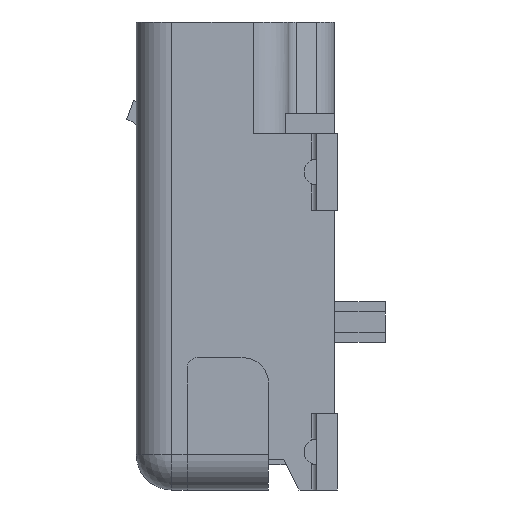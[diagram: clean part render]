
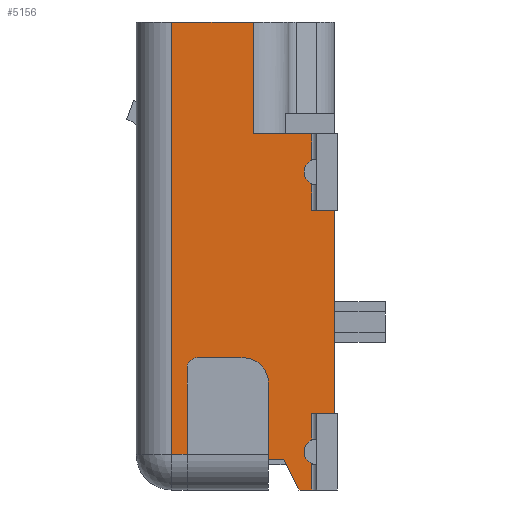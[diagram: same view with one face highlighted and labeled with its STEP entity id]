
A CAD part, left-side view. The second image highlights one B-rep face of the part: STEP entity #5156.
In plain terms, the highlighted planar face has unit normal (-1, 0, 0).
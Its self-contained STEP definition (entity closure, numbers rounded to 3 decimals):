
#72=DIRECTION('',(0.,-1.,0.));
#73=VECTOR('',#72,1.6);
#74=CARTESIAN_POINT('',(-3.85,1.25,0.));
#75=LINE('',#74,#73);
#216=DIRECTION('',(0.,0.,-1.));
#217=VECTOR('',#216,0.498);
#218=CARTESIAN_POINT('',(-3.85,-1.5,-8.703));
#219=LINE('',#218,#217);
#220=DIRECTION('',(0.,0.447,0.894));
#221=VECTOR('',#220,0.671);
#222=CARTESIAN_POINT('',(-3.85,-1.25,-9.2));
#223=LINE('',#222,#221);
#224=DIRECTION('',(0.,1.,0.));
#225=VECTOR('',#224,0.3);
#226=CARTESIAN_POINT('',(-3.85,-0.95,-8.6));
#227=LINE('',#226,#225);
#228=DIRECTION('',(0.,0.,1.));
#229=VECTOR('',#228,1.5);
#230=CARTESIAN_POINT('',(-3.85,-0.65,-8.6));
#231=LINE('',#230,#229);
#232=DIRECTION('',(0.,1.,0.));
#233=VECTOR('',#232,0.9);
#234=CARTESIAN_POINT('',(-3.85,-0.15,-6.6));
#235=LINE('',#234,#233);
#236=DIRECTION('',(0.,0.,1.));
#237=VECTOR('',#236,1.7);
#238=CARTESIAN_POINT('',(-3.85,0.95,-8.5));
#239=LINE('',#238,#237);
#240=DIRECTION('',(0.,1.,0.));
#241=VECTOR('',#240,0.3);
#242=CARTESIAN_POINT('',(-3.85,0.95,-8.5));
#243=LINE('',#242,#241);
#244=DIRECTION('',(0.,1.,0.));
#245=VECTOR('',#244,1.15);
#246=CARTESIAN_POINT('',(-3.85,-1.5,-2.2));
#247=LINE('',#246,#245);
#248=DIRECTION('',(0.,0.,-1.));
#249=VECTOR('',#248,0.498);
#250=CARTESIAN_POINT('',(-3.85,-1.5,-2.2));
#251=LINE('',#250,#249);
#252=DIRECTION('',(0.,0.,-1.));
#253=VECTOR('',#252,0.498);
#254=CARTESIAN_POINT('',(-3.85,-1.5,-3.203));
#255=LINE('',#254,#253);
#256=DIRECTION('',(0.,0.,-1.));
#257=VECTOR('',#256,4.);
#258=CARTESIAN_POINT('',(-3.85,-1.95,-3.7));
#259=LINE('',#258,#257);
#260=DIRECTION('',(0.,0.,-1.));
#261=VECTOR('',#260,0.498);
#262=CARTESIAN_POINT('',(-3.85,-1.5,-7.7));
#263=LINE('',#262,#261);
#268=DIRECTION('',(0.,1.,0.));
#269=VECTOR('',#268,0.103);
#270=CARTESIAN_POINT('',(-3.85,-1.603,-8.198));
#271=LINE('',#270,#269);
#318=CARTESIAN_POINT('',(-3.85,-1.603,-8.45));
#319=DIRECTION('',(1.,0.,0.));
#320=DIRECTION('',(0.,0.,-1.));
#321=AXIS2_PLACEMENT_3D('',#318,#319,#320);
#560=DIRECTION('',(0.,1.,0.));
#561=VECTOR('',#560,0.45);
#562=CARTESIAN_POINT('',(-3.85,-1.95,-3.7));
#563=LINE('',#562,#561);
#718=DIRECTION('',(0.,1.,0.));
#719=VECTOR('',#718,0.103);
#720=CARTESIAN_POINT('',(-3.85,-1.603,-3.203));
#721=LINE('',#720,#719);
#722=CARTESIAN_POINT('',(-3.85,-1.603,-2.95));
#723=DIRECTION('',(1.,0.,0.));
#724=DIRECTION('',(0.,0.,-1.));
#725=AXIS2_PLACEMENT_3D('',#722,#723,#724);
#740=DIRECTION('',(0.,1.,0.));
#741=VECTOR('',#740,0.103);
#742=CARTESIAN_POINT('',(-3.85,-1.603,-2.698));
#743=LINE('',#742,#741);
#776=DIRECTION('',(0.,0.,1.));
#777=VECTOR('',#776,2.2);
#778=CARTESIAN_POINT('',(-3.85,-0.35,-2.2));
#779=LINE('',#778,#777);
#1124=DIRECTION('',(0.,1.,0.));
#1125=VECTOR('',#1124,0.25);
#1126=CARTESIAN_POINT('',(-3.85,-1.5,-9.2));
#1127=LINE('',#1126,#1125);
#1202=DIRECTION('',(0.,0.,-1.));
#1203=VECTOR('',#1202,8.5);
#1204=CARTESIAN_POINT('',(-3.85,1.25,0.));
#1205=LINE('',#1204,#1203);
#2644=CARTESIAN_POINT('',(-3.85,0.75,-6.8));
#2645=DIRECTION('',(1.,0.,0.));
#2646=DIRECTION('',(0.,1.,0.));
#2647=AXIS2_PLACEMENT_3D('',#2644,#2645,#2646);
#2691=CARTESIAN_POINT('',(-3.85,-0.15,-7.1));
#2692=DIRECTION('',(1.,0.,0.));
#2693=DIRECTION('',(0.,0.,1.));
#2694=AXIS2_PLACEMENT_3D('',#2691,#2692,#2693);
#2780=DIRECTION('',(0.,1.,0.));
#2781=VECTOR('',#2780,0.103);
#2782=CARTESIAN_POINT('',(-3.85,-1.603,-8.703));
#2783=LINE('',#2782,#2781);
#2880=DIRECTION('',(0.,-1.,0.));
#2881=VECTOR('',#2880,0.45);
#2882=CARTESIAN_POINT('',(-3.85,-1.5,-7.7));
#2883=LINE('',#2882,#2881);
#3954=CARTESIAN_POINT('',(-3.85,-1.95,-3.7));
#3955=CARTESIAN_POINT('',(-3.85,-1.95,-7.7));
#3956=VERTEX_POINT('',#3954);
#3957=VERTEX_POINT('',#3955);
#3966=CARTESIAN_POINT('',(-3.85,1.25,0.));
#3967=CARTESIAN_POINT('',(-3.85,-0.35,0.));
#3968=VERTEX_POINT('',#3966);
#3969=VERTEX_POINT('',#3967);
#4017=CARTESIAN_POINT('',(-3.85,-0.35,-2.2));
#4019=VERTEX_POINT('',#4017);
#4648=CARTESIAN_POINT('',(-3.85,-1.5,-3.203));
#4649=CARTESIAN_POINT('',(-3.85,-1.5,-3.7));
#4650=VERTEX_POINT('',#4648);
#4651=VERTEX_POINT('',#4649);
#4662=CARTESIAN_POINT('',(-3.85,-1.5,-2.2));
#4663=VERTEX_POINT('',#4662);
#4673=CARTESIAN_POINT('',(-3.85,-1.5,-2.698));
#4675=VERTEX_POINT('',#4673);
#4676=CARTESIAN_POINT('',(-3.85,-1.5,-8.703));
#4678=VERTEX_POINT('',#4676);
#4681=CARTESIAN_POINT('',(-3.85,-1.5,-9.2));
#4683=VERTEX_POINT('',#4681);
#4686=CARTESIAN_POINT('',(-3.85,-1.5,-7.7));
#4687=VERTEX_POINT('',#4686);
#4710=CARTESIAN_POINT('',(-3.85,1.25,-8.5));
#4711=VERTEX_POINT('',#4710);
#4714=CARTESIAN_POINT('',(-3.85,0.95,-8.5));
#4715=VERTEX_POINT('',#4714);
#4728=CARTESIAN_POINT('',(-3.85,0.95,-6.8));
#4729=VERTEX_POINT('',#4728);
#4730=CARTESIAN_POINT('',(-3.85,0.75,-6.6));
#4731=VERTEX_POINT('',#4730);
#4751=CARTESIAN_POINT('',(-3.85,-0.65,-7.1));
#4753=VERTEX_POINT('',#4751);
#4755=CARTESIAN_POINT('',(-3.85,-0.15,-6.6));
#4757=VERTEX_POINT('',#4755);
#4784=CARTESIAN_POINT('',(-3.85,-1.25,-9.2));
#4785=CARTESIAN_POINT('',(-3.85,-0.95,-8.6));
#4786=VERTEX_POINT('',#4784);
#4787=VERTEX_POINT('',#4785);
#4788=CARTESIAN_POINT('',(-3.85,-0.65,-8.6));
#4789=VERTEX_POINT('',#4788);
#4868=CARTESIAN_POINT('',(-3.85,-1.5,-8.198));
#4869=VERTEX_POINT('',#4868);
#4973=CARTESIAN_POINT('',(-3.85,-1.603,-8.198));
#4975=VERTEX_POINT('',#4973);
#4977=CARTESIAN_POINT('',(-3.85,-1.603,-8.703));
#4979=VERTEX_POINT('',#4977);
#4994=CARTESIAN_POINT('',(-3.85,-1.603,-3.203));
#4995=VERTEX_POINT('',#4994);
#4996=CARTESIAN_POINT('',(-3.85,-1.603,-2.698));
#4997=VERTEX_POINT('',#4996);
#5098=CARTESIAN_POINT('',(-3.85,1.25,0.));
#5099=DIRECTION('',(-1.,0.,0.));
#5100=DIRECTION('',(0.,-1.,0.));
#5101=AXIS2_PLACEMENT_3D('',#5098,#5099,#5100);
#5102=PLANE('',#5101);
#5104=ORIENTED_EDGE('',*,*,#5103,.F.);
#5106=ORIENTED_EDGE('',*,*,#5105,.F.);
#5108=ORIENTED_EDGE('',*,*,#5107,.T.);
#5110=ORIENTED_EDGE('',*,*,#5109,.T.);
#5112=ORIENTED_EDGE('',*,*,#5111,.T.);
#5114=ORIENTED_EDGE('',*,*,#5113,.T.);
#5116=ORIENTED_EDGE('',*,*,#5115,.T.);
#5118=ORIENTED_EDGE('',*,*,#5117,.T.);
#5120=ORIENTED_EDGE('',*,*,#5119,.F.);
#5122=ORIENTED_EDGE('',*,*,#5121,.T.);
#5124=ORIENTED_EDGE('',*,*,#5123,.F.);
#5126=ORIENTED_EDGE('',*,*,#5125,.F.);
#5128=ORIENTED_EDGE('',*,*,#5127,.T.);
#5130=ORIENTED_EDGE('',*,*,#5129,.F.);
#5131=ORIENTED_EDGE('',*,*,#5029,.T.);
#5133=ORIENTED_EDGE('',*,*,#5132,.F.);
#5135=ORIENTED_EDGE('',*,*,#5134,.F.);
#5137=ORIENTED_EDGE('',*,*,#5136,.T.);
#5139=ORIENTED_EDGE('',*,*,#5138,.F.);
#5141=ORIENTED_EDGE('',*,*,#5140,.F.);
#5143=ORIENTED_EDGE('',*,*,#5142,.T.);
#5145=ORIENTED_EDGE('',*,*,#5144,.T.);
#5147=ORIENTED_EDGE('',*,*,#5146,.F.);
#5149=ORIENTED_EDGE('',*,*,#5148,.T.);
#5151=ORIENTED_EDGE('',*,*,#5150,.F.);
#5153=ORIENTED_EDGE('',*,*,#5152,.T.);
#5154=EDGE_LOOP('',(#5104,#5106,#5108,#5110,#5112,#5114,#5116,#5118,#5120,#5122,
#5124,#5126,#5128,#5130,#5131,#5133,#5135,#5137,#5139,#5141,#5143,#5145,#5147,
#5149,#5151,#5153));
#5155=FACE_OUTER_BOUND('',#5154,.F.);
#5156=ADVANCED_FACE('',(#5155),#5102,.T.);
#322=CIRCLE('',#321,0.253);
#726=CIRCLE('',#725,0.253);
#2648=CIRCLE('',#2647,0.2);
#2695=CIRCLE('',#2694,0.5);
#5029=EDGE_CURVE('',#3968,#3969,#75,.T.);
#5103=EDGE_CURVE('',#4975,#4869,#271,.T.);
#5105=EDGE_CURVE('',#4979,#4975,#322,.T.);
#5107=EDGE_CURVE('',#4979,#4678,#2783,.T.);
#5109=EDGE_CURVE('',#4678,#4683,#219,.T.);
#5111=EDGE_CURVE('',#4683,#4786,#1127,.T.);
#5113=EDGE_CURVE('',#4786,#4787,#223,.T.);
#5115=EDGE_CURVE('',#4787,#4789,#227,.T.);
#5117=EDGE_CURVE('',#4789,#4753,#231,.T.);
#5119=EDGE_CURVE('',#4757,#4753,#2695,.T.);
#5121=EDGE_CURVE('',#4757,#4731,#235,.T.);
#5123=EDGE_CURVE('',#4729,#4731,#2648,.T.);
#5125=EDGE_CURVE('',#4715,#4729,#239,.T.);
#5127=EDGE_CURVE('',#4715,#4711,#243,.T.);
#5129=EDGE_CURVE('',#3968,#4711,#1205,.T.);
#5132=EDGE_CURVE('',#4019,#3969,#779,.T.);
#5134=EDGE_CURVE('',#4663,#4019,#247,.T.);
#5136=EDGE_CURVE('',#4663,#4675,#251,.T.);
#5138=EDGE_CURVE('',#4997,#4675,#743,.T.);
#5140=EDGE_CURVE('',#4995,#4997,#726,.T.);
#5142=EDGE_CURVE('',#4995,#4650,#721,.T.);
#5144=EDGE_CURVE('',#4650,#4651,#255,.T.);
#5146=EDGE_CURVE('',#3956,#4651,#563,.T.);
#5148=EDGE_CURVE('',#3956,#3957,#259,.T.);
#5150=EDGE_CURVE('',#4687,#3957,#2883,.T.);
#5152=EDGE_CURVE('',#4687,#4869,#263,.T.);
